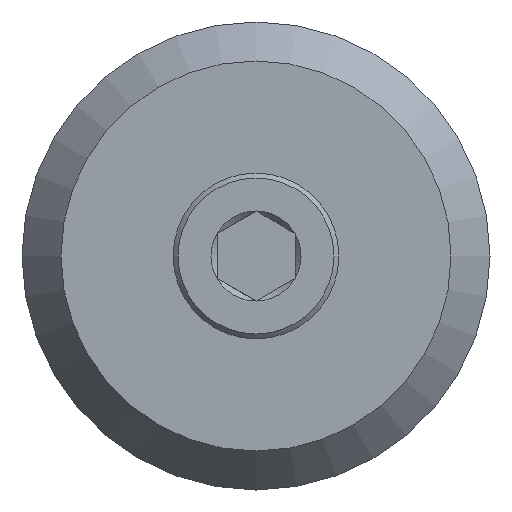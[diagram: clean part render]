
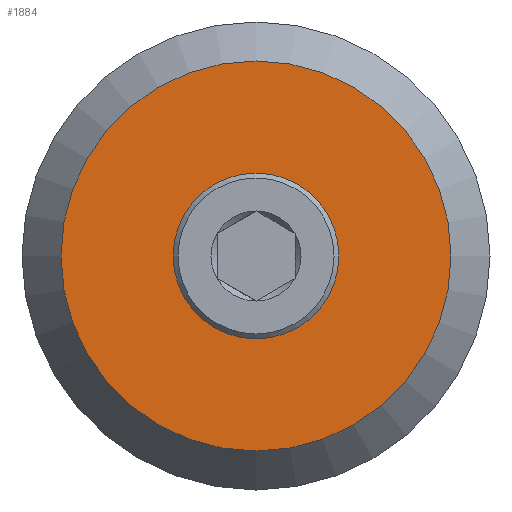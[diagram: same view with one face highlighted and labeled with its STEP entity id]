
A CAD part, front view. The second image highlights one B-rep face of the part: STEP entity #1884.
In plain terms, the highlighted planar face has unit normal (0, -1, 0).
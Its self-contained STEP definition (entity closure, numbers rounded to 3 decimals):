
#30=FACE_BOUND('',#356,.T.);
#44=PLANE('',#2032);
#244=FACE_OUTER_BOUND('',#355,.T.);
#355=EDGE_LOOP('',(#1688));
#356=EDGE_LOOP('',(#1689));
#383=CIRCLE('',#2024,10.);
#387=CIRCLE('',#2030,2.5);
#838=VERTEX_POINT('',#9303);
#842=VERTEX_POINT('',#9315);
#1118=EDGE_CURVE('',#838,#838,#383,.T.);
#1125=EDGE_CURVE('',#842,#842,#387,.T.);
#1688=ORIENTED_EDGE('',*,*,#1118,.T.);
#1689=ORIENTED_EDGE('',*,*,#1125,.F.);
#1884=ADVANCED_FACE('',(#244,#30),#44,.F.);
#2024=AXIS2_PLACEMENT_3D('',#9304,#2372,#2373);
#2030=AXIS2_PLACEMENT_3D('',#9317,#2387,#2388);
#2032=AXIS2_PLACEMENT_3D('',#9319,#2391,#2392);
#2372=DIRECTION('center_axis',(0.,-1.,0.));
#2373=DIRECTION('ref_axis',(-1.,0.,0.));
#2387=DIRECTION('center_axis',(0.,-1.,0.));
#2388=DIRECTION('ref_axis',(1.,0.,0.));
#2391=DIRECTION('center_axis',(0.,1.,0.));
#2392=DIRECTION('ref_axis',(1.,0.,0.));
#9303=CARTESIAN_POINT('',(-40.,0.,50.));
#9304=CARTESIAN_POINT('Origin',(-50.,0.,50.));
#9315=CARTESIAN_POINT('',(-52.5,0.,50.));
#9317=CARTESIAN_POINT('Origin',(-50.,0.,50.));
#9319=CARTESIAN_POINT('Origin',(-50.,0.,50.));
